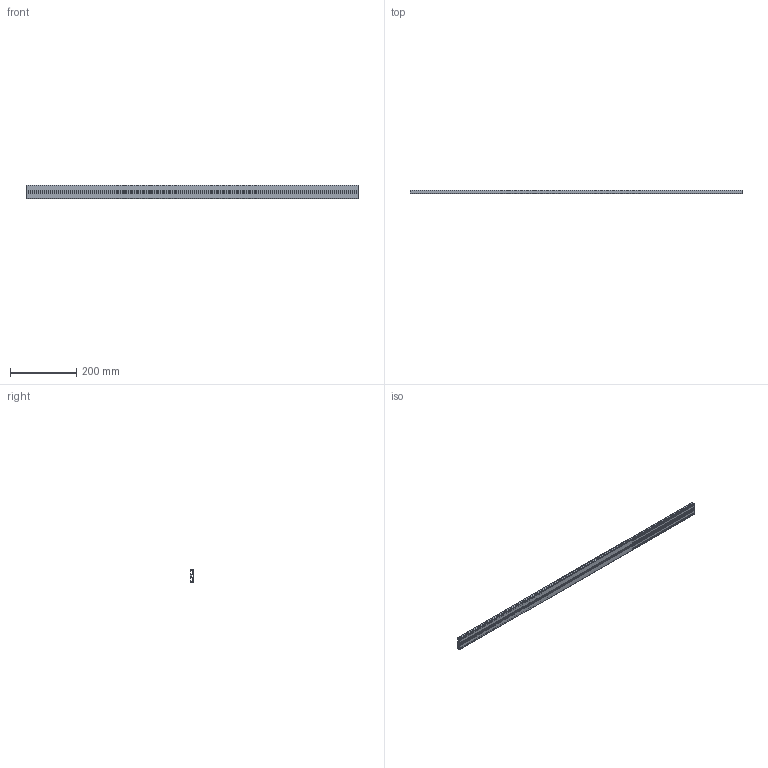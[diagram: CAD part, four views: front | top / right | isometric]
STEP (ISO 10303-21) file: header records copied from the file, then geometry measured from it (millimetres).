
FILE_DESCRIPTION(('STEP AP214'),'1');
FILE_NAME('cctmp_E4BCCB6C-DE54-4202-9EC9-3152624F1DA0_2020_1_20_9_47_14_112..stp','2020-01-20T08:47:14',('Bosch Rexroth AG'),('CADClick - www.CADClick.com'),'Spatial InterOp 3D',' ','unknown authorization - (Healing Option Enabled)');
FILE_SCHEMA(('AUTOMOTIVE_DESIGN'));
Length unit declared in the file: millimetre
Products named in the file (1): 2020_01_20__09-47-14-112
Bounding box: 1000 x 10 x 40 mm (x, y, z)
Volume: 213812 mm3; surface area: 197341.3 mm2
Topology: 1 solids, 1 shells, 82 faces, 240 edges, 160 vertices
Faces by surface type: plane 70, cylinder 12
Entity records: 3376 total; most frequent: CARTESIAN_POINT 483, ORIENTED_EDGE 480, DIRECTION 430, EDGE_CURVE 240, LINE 216, VECTOR 216, VERTEX_POINT 160, AXIS2_PLACEMENT_3D 107
